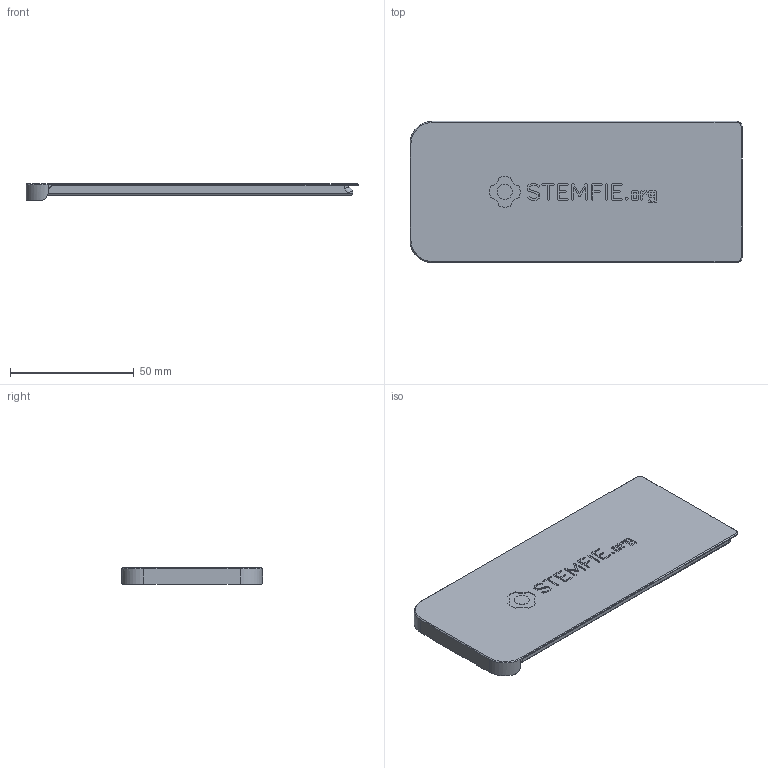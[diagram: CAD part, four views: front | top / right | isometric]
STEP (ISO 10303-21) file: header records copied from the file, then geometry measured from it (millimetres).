
FILE_DESCRIPTION(('FreeCAD Model'),'2;1');
FILE_NAME('Open CASCADE Shape Model','2023-03-08T17:00:31',(''),(''), 'Open CASCADE STEP processor 7.6','FreeCAD','Unknown');
FILE_SCHEMA(('AUTOMOTIVE_DESIGN { 1 0 10303 214 1 1 1 1 }'));
Products named in the file (1): Parts Storage Drawer Lid BU04.00x10.00 - SPN-TOL-0048 (stemfie.org)
Bounding box: 134.1 x 57.01 x 6.8 mm (x, y, z)
Volume: 7669.4 mm3; surface area: 19253.8 mm2
Topology: 1 solids, 1 shells, 750 faces, 2145 edges, 1448 vertices
Faces by surface type: plane 558, extrusion 154, cylinder 22, cone 10, bspline 6
Entity records: 54748 total; most frequent: CARTESIAN_POINT 13620, DIRECTION 6727, VECTOR 5443, LINE 5289, ORIENTED_EDGE 4290, PCURVE 4290, DEFINITIONAL_REPRESENTATION 4290, EDGE_CURVE 2145
